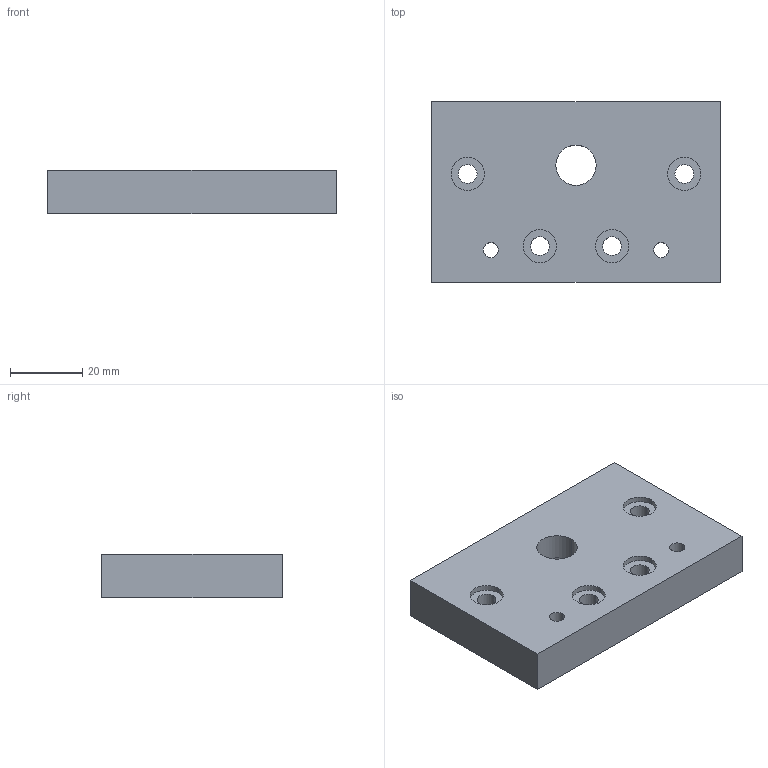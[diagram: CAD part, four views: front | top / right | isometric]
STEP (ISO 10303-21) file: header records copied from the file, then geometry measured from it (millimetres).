
FILE_DESCRIPTION (( 'STEP AP203' ), '1' );
FILE_NAME ('C-Beam End Mount.step', '2015-08-20T16:28:44', ( '' ), ( '' ), 'SwSTEP 2.0', 'SolidWorks 2014', '' );
FILE_SCHEMA (( 'CONFIG_CONTROL_DESIGN' ));
Length unit declared in the file: millimetre
Products named in the file (1): C-Beam End Mount
Bounding box: 80 x 50 x 12 mm (x, y, z)
Volume: 44316.2 mm3; surface area: 12742.2 mm2
Topology: 1 solids, 1 shells, 43 faces, 104 edges, 66 vertices
Faces by surface type: cylinder 28, plane 11, cone 4
Entity records: 1359 total; most frequent: DIRECTION 244, CARTESIAN_POINT 210, ORIENTED_EDGE 200, EDGE_CURVE 100, AXIS2_PLACEMENT_3D 100, VERTEX_POINT 66, EDGE_LOOP 64, CIRCLE 56
